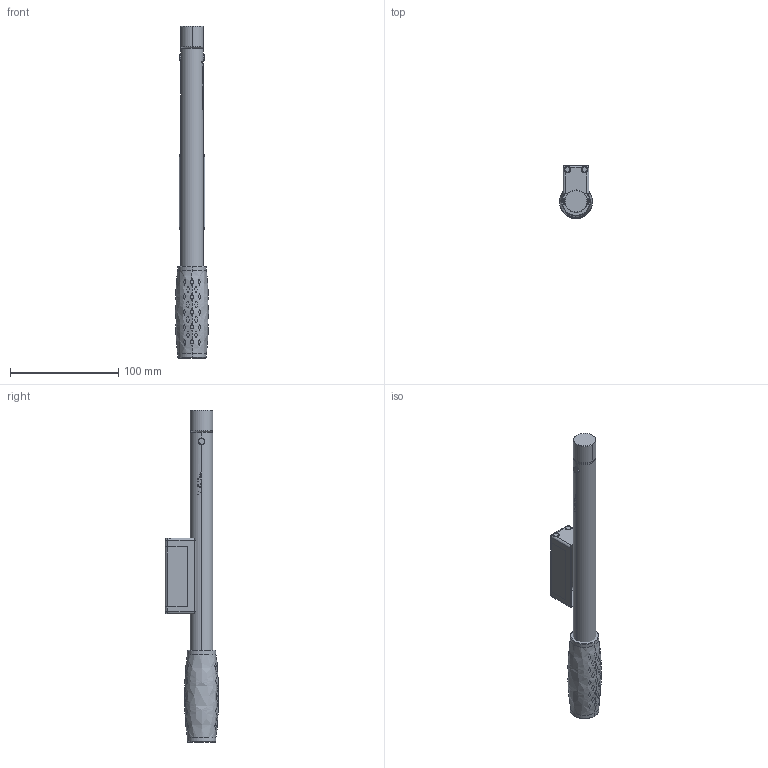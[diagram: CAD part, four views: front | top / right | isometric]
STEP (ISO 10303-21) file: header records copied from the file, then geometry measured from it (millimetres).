
FILE_DESCRIPTION((''),'2;1');
FILE_NAME('8439004402_SW','2018-07-10T',('ITDANL'),(''),'CREO PARAMETRIC BY PTC INC, 2016260','CREO PARAMETRIC BY PTC INC, 2016260','');
FILE_SCHEMA(('CONFIG_CONTROL_DESIGN','GEOMETRIC_VALIDATION_PROPERTIES_MIM'));
Length unit declared in the file: millimetre
Products named in the file (1): 8439004402_SW
Bounding box: 31 x 49.11 x 307 mm (x, y, z)
Surface area: 38015.6 mm2 (no closed solid volume)
Topology: 0 solids, 153 shells, 215 faces, 1731 edges, 1647 vertices
Faces by surface type: cylinder 118, bspline 50, plane 23, cone 10, torus 10, sphere 4
Entity records: 22164 total; most frequent: CARTESIAN_POINT 11775, ORIENTED_EDGE 1859, EDGE_CURVE 1731, VERTEX_POINT 1647, B_SPLINE_CURVE_WITH_KNOTS 1185, DIRECTION 1134, AXIS2_PLACEMENT_3D 423, VECTOR 288
